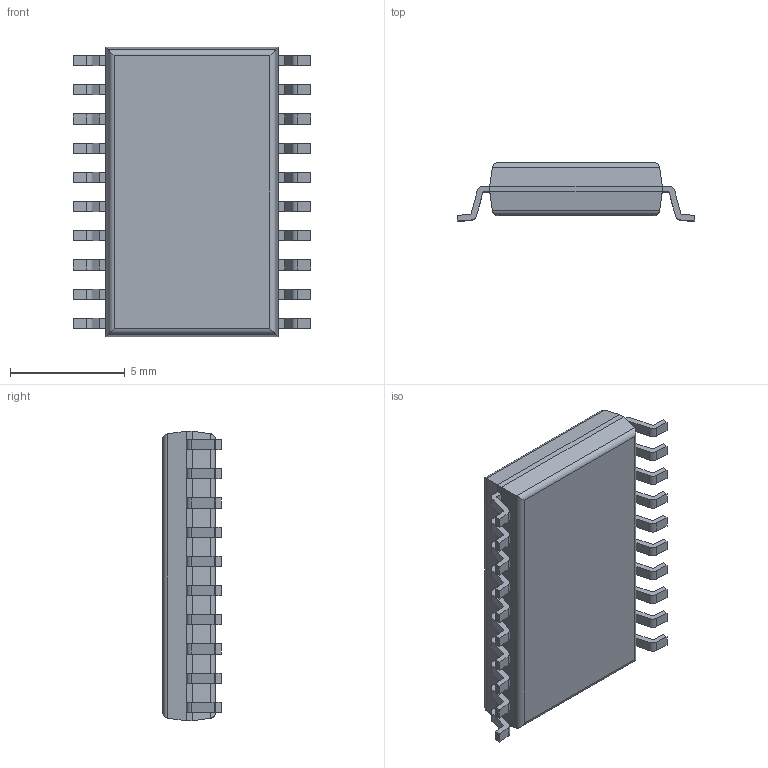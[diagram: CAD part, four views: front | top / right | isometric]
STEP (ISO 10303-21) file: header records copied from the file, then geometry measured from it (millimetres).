
FILE_DESCRIPTION (( 'STEP AP214' ), '1' );
FILE_NAME ('TM1637_SOP20.STEP', '2024-05-13T11:47:43', ( 'LENOVO' ), ( '' ), 'SwSTEP 2.0', 'SolidWorks 2021', '' );
FILE_SCHEMA (( 'AUTOMOTIVE_DESIGN' ));
Length unit declared in the file: millimetre
Products named in the file (1): TM1637_SOP20
Bounding box: 10.35 x 2.55 x 12.6 mm (x, y, z)
Volume: 215.8 mm3; surface area: 333.5 mm2
Topology: 22 solids, 22 shells, 309 faces, 776 edges, 512 vertices
Faces by surface type: plane 217, cylinder 92
Entity records: 9413 total; most frequent: CARTESIAN_POINT 1622, DIRECTION 1556, ORIENTED_EDGE 1552, EDGE_CURVE 776, VECTOR 600, LINE 600, VERTEX_POINT 512, AXIS2_PLACEMENT_3D 478
